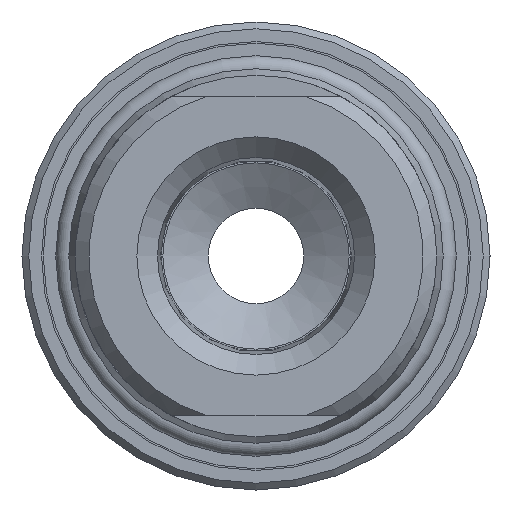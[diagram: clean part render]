
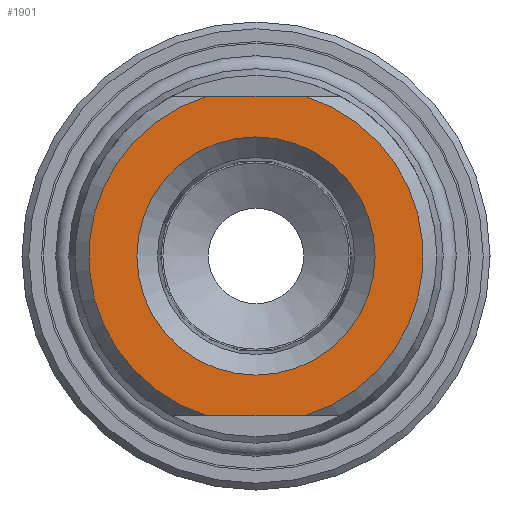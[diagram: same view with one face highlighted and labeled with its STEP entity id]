
A CAD part, left-side view. The second image highlights one B-rep face of the part: STEP entity #1901.
In plain terms, the highlighted planar face has unit normal (-1, 0, 0).
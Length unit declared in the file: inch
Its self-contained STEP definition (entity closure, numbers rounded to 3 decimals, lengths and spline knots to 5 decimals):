
#23=FACE_BOUND('',#309,.T.);
#125=PLANE('',#2101);
#204=FACE_OUTER_BOUND('',#308,.T.);
#308=EDGE_LOOP('',(#1635,#1636,#1637,#1638));
#309=EDGE_LOOP('',(#1639,#1640));
#350=LINE('',#2805,#481);
#356=LINE('',#2838,#487);
#481=VECTOR('',#2205,0.3937);
#487=VECTOR('',#2233,0.3937);
#619=CIRCLE('',#1969,0.491);
#670=CIRCLE('',#2080,0.35);
#671=CIRCLE('',#2081,0.35);
#685=CIRCLE('',#2102,0.491);
#745=VERTEX_POINT('',#2800);
#746=VERTEX_POINT('',#2804);
#755=VERTEX_POINT('',#2829);
#756=VERTEX_POINT('',#2837);
#873=VERTEX_POINT('',#3236);
#874=VERTEX_POINT('',#3237);
#944=EDGE_CURVE('',#746,#745,#350,.T.);
#956=EDGE_CURVE('',#746,#755,#619,.T.);
#959=EDGE_CURVE('',#756,#755,#356,.T.);
#1133=EDGE_CURVE('',#873,#874,#670,.T.);
#1134=EDGE_CURVE('',#874,#873,#671,.T.);
#1154=EDGE_CURVE('',#756,#745,#685,.T.);
#1635=ORIENTED_EDGE('',*,*,#944,.T.);
#1636=ORIENTED_EDGE('',*,*,#1154,.F.);
#1637=ORIENTED_EDGE('',*,*,#959,.T.);
#1638=ORIENTED_EDGE('',*,*,#956,.F.);
#1639=ORIENTED_EDGE('',*,*,#1133,.T.);
#1640=ORIENTED_EDGE('',*,*,#1134,.T.);
#1901=ADVANCED_FACE('',(#204,#23),#125,.T.);
#1969=AXIS2_PLACEMENT_3D('',#2830,#2226,#2227);
#2080=AXIS2_PLACEMENT_3D('',#3238,#2548,#2549);
#2081=AXIS2_PLACEMENT_3D('',#3239,#2550,#2551);
#2101=AXIS2_PLACEMENT_3D('',#3278,#2596,#2597);
#2102=AXIS2_PLACEMENT_3D('',#3279,#2598,#2599);
#2205=DIRECTION('',(0.,1.,0.));
#2226=DIRECTION('center_axis',(1.,0.,0.));
#2227=DIRECTION('ref_axis',(0.,1.,0.));
#2233=DIRECTION('',(0.,-1.,0.));
#2548=DIRECTION('center_axis',(1.,0.,0.));
#2549=DIRECTION('ref_axis',(0.,-1.,0.));
#2550=DIRECTION('center_axis',(1.,0.,0.));
#2551=DIRECTION('ref_axis',(0.,-1.,0.));
#2596=DIRECTION('center_axis',(-1.,0.,0.));
#2597=DIRECTION('ref_axis',(0.,0.,1.));
#2598=DIRECTION('center_axis',(1.,0.,0.));
#2599=DIRECTION('ref_axis',(0.,1.,0.));
#2800=CARTESIAN_POINT('',(0.,0.14533,0.469));
#2804=CARTESIAN_POINT('',(0.,-0.14533,0.469));
#2805=CARTESIAN_POINT('',(0.,-0.30658,0.469));
#2829=CARTESIAN_POINT('',(0.,-0.14533,-0.469));
#2830=CARTESIAN_POINT('Origin',(0.,0.,0.));
#2837=CARTESIAN_POINT('',(0.,0.14533,-0.469));
#2838=CARTESIAN_POINT('',(0.,-0.30658,-0.469));
#3236=CARTESIAN_POINT('',(0.,-0.35,0.));
#3237=CARTESIAN_POINT('',(0.,0.35,0.));
#3238=CARTESIAN_POINT('Origin',(0.,0.,0.));
#3239=CARTESIAN_POINT('Origin',(0.,0.,0.));
#3278=CARTESIAN_POINT('Origin',(0.,0.2455,0.));
#3279=CARTESIAN_POINT('Origin',(0.,0.,0.));
